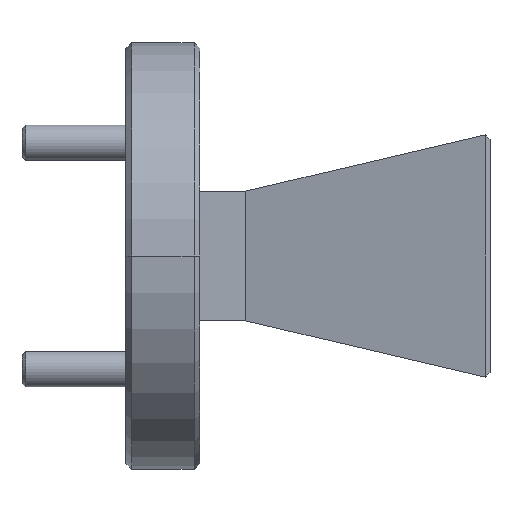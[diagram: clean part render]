
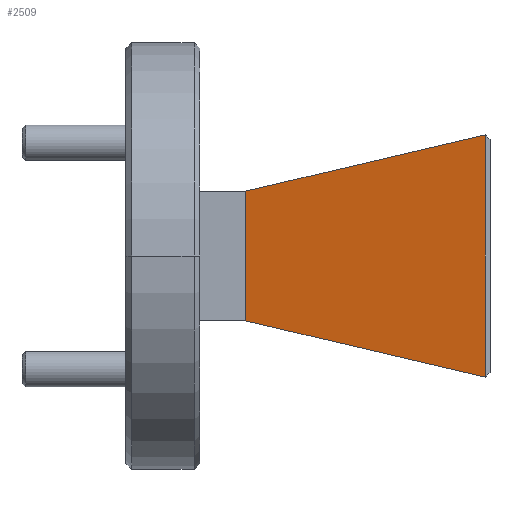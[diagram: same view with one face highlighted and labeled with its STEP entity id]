
A CAD part, front view. The second image highlights one B-rep face of the part: STEP entity #2509.
In plain terms, the highlighted planar face has unit normal (-0.209, -0.978, 0).
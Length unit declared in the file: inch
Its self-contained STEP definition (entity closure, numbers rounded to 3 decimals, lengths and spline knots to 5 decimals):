
#17 = LINE ( 'NONE', #2138, #1340 ) ;
#389 = CARTESIAN_POINT ( 'NONE',  ( -2.32753, -0.00385, 1.02181 ) ) ;
#575 = CARTESIAN_POINT ( 'NONE',  ( -2.07998, -0.05665, 1.02181 ) ) ;
#583 = DIRECTION ( 'NONE',  ( 0.209, 0.978, 0. ) ) ;
#613 = PLANE ( 'NONE',  #992 ) ;
#843 = DIRECTION ( 'NONE',  ( 0.953, -0.203, 0.224 ) ) ;
#946 = VECTOR ( 'NONE', #1007, 39.37008 ) ;
#992 = AXIS2_PLACEMENT_3D ( 'NONE', #389, #583, #1653 ) ;
#1007 = DIRECTION ( 'NONE',  ( 0., 0., 1. ) ) ;
#1086 = EDGE_CURVE ( 'NONE', #2031, #1775, #2441, .T. ) ;
#1114 = VECTOR ( 'NONE', #1156, 39.37008 ) ;
#1133 = ORIENTED_EDGE ( 'NONE', *, *, #2216, .F. ) ;
#1156 = DIRECTION ( 'NONE',  ( 0.953, -0.203, -0.224 ) ) ;
#1340 = VECTOR ( 'NONE', #843, 39.37008 ) ;
#1380 = ORIENTED_EDGE ( 'NONE', *, *, #2067, .T. ) ;
#1475 = LINE ( 'NONE', #1839, #946 ) ;
#1487 = VECTOR ( 'NONE', #2488, 39.37008 ) ;
#1595 = VERTEX_POINT ( 'NONE', #1649 ) ;
#1649 = CARTESIAN_POINT ( 'NONE',  ( -1.65922, -0.14639, 1.23487 ) ) ;
#1653 = DIRECTION ( 'NONE',  ( -0.978, 0.209, 0. ) ) ;
#1775 = VERTEX_POINT ( 'NONE', #2141 ) ;
#1803 = VERTEX_POINT ( 'NONE', #1950 ) ;
#1839 = CARTESIAN_POINT ( 'NONE',  ( -1.65922, -0.14639, 1.02181 ) ) ;
#1896 = CARTESIAN_POINT ( 'NONE',  ( -2.07998, -0.05665, 0.90781 ) ) ;
#1950 = CARTESIAN_POINT ( 'NONE',  ( -2.07998, -0.05665, 1.13581 ) ) ;
#2031 = VERTEX_POINT ( 'NONE', #1896 ) ;
#2067 = EDGE_CURVE ( 'NONE', #1775, #1595, #1475, .T. ) ;
#2104 = EDGE_CURVE ( 'NONE', #1803, #2031, #2729, .T. ) ;
#2138 = CARTESIAN_POINT ( 'NONE',  ( -2.07998, -0.05665, 1.13581 ) ) ;
#2141 = CARTESIAN_POINT ( 'NONE',  ( -1.65922, -0.14639, 0.80876 ) ) ;
#2175 = CARTESIAN_POINT ( 'NONE',  ( -2.07998, -0.05665, 0.90781 ) ) ;
#2211 = ORIENTED_EDGE ( 'NONE', *, *, #2104, .T. ) ;
#2216 = EDGE_CURVE ( 'NONE', #1803, #1595, #17, .T. ) ;
#2336 = ORIENTED_EDGE ( 'NONE', *, *, #1086, .T. ) ;
#2430 = EDGE_LOOP ( 'NONE', ( #2336, #1380, #1133, #2211 ) ) ;
#2441 = LINE ( 'NONE', #2175, #1114 ) ;
#2486 = FACE_OUTER_BOUND ( 'NONE', #2430, .T. ) ;
#2488 = DIRECTION ( 'NONE',  ( 0., 0., -1. ) ) ;
#2509 = ADVANCED_FACE ( 'NONE', ( #2486 ), #613, .F. ) ;
#2729 = LINE ( 'NONE', #575, #1487 ) ;
